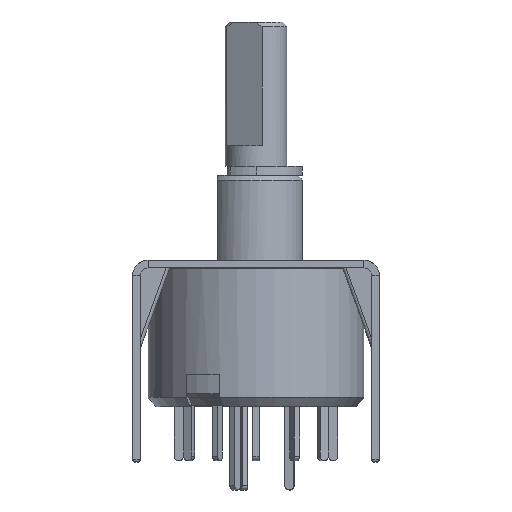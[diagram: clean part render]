
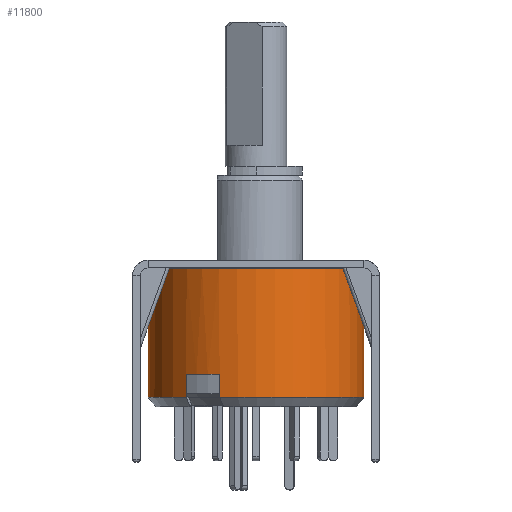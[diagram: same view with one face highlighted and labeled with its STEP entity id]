
A CAD part, front view. The second image highlights one B-rep face of the part: STEP entity #11800.
In plain terms, the highlighted cylindrical face has radius 7 mm (diameter 14 mm), a partial arc.
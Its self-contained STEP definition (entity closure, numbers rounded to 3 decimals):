
#40 = VERTEX_POINT ( 'NONE', #4791 ) ;
#97 = CARTESIAN_POINT ( 'NONE',  ( -4.526, -5.34, 9. ) ) ;
#112 = ORIENTED_EDGE ( 'NONE', *, *, #12933, .F. ) ;
#327 = CARTESIAN_POINT ( 'NONE',  ( -2.361, -6.59, 9. ) ) ;
#828 = CARTESIAN_POINT ( 'NONE',  ( -7., 0., -7.4 ) ) ;
#910 = ORIENTED_EDGE ( 'NONE', *, *, #1221, .T. ) ;
#944 = EDGE_CURVE ( 'NONE', #5828, #7462, #14263, .T. ) ;
#1100 = ORIENTED_EDGE ( 'NONE', *, *, #6173, .T. ) ;
#1221 = EDGE_CURVE ( 'NONE', #7462, #13748, #7200, .T. ) ;
#1315 = VERTEX_POINT ( 'NONE', #9541 ) ;
#1456 = DIRECTION ( 'NONE',  ( 1., 0., 0. ) ) ;
#1691 = DIRECTION ( 'NONE',  ( -1., 0., 0. ) ) ;
#2508 = LINE ( 'NONE', #5767, #2692 ) ;
#2692 = VECTOR ( 'NONE', #9268, 1000. ) ;
#2922 = EDGE_CURVE ( 'NONE', #40, #8699, #9630, .T. ) ;
#2935 = CYLINDRICAL_SURFACE ( 'NONE', #5973, 7. ) ;
#3159 = EDGE_CURVE ( 'NONE', #3959, #8699, #2508, .T. ) ;
#3334 = CIRCLE ( 'NONE', #11112, 7. ) ;
#3386 = AXIS2_PLACEMENT_3D ( 'NONE', #8740, #4099, #4242 ) ;
#3762 = CARTESIAN_POINT ( 'NONE',  ( 0., 0., -7.4 ) ) ;
#3959 = VERTEX_POINT ( 'NONE', #7177 ) ;
#3984 = CARTESIAN_POINT ( 'NONE',  ( -2.361, -6.59, -7.4 ) ) ;
#4099 = DIRECTION ( 'NONE',  ( 0., 0., -1. ) ) ;
#4242 = DIRECTION ( 'NONE',  ( -1., 0., 0. ) ) ;
#4381 = DIRECTION ( 'NONE',  ( 0., 0., -1. ) ) ;
#4791 = CARTESIAN_POINT ( 'NONE',  ( -4.526, -5.34, -7.4 ) ) ;
#4905 = DIRECTION ( 'NONE',  ( 0., 0., 1. ) ) ;
#5262 = ORIENTED_EDGE ( 'NONE', *, *, #9797, .T. ) ;
#5633 = DIRECTION ( 'NONE',  ( 0., 0., -1. ) ) ;
#5767 = CARTESIAN_POINT ( 'NONE',  ( -7., 0., 9. ) ) ;
#5828 = VERTEX_POINT ( 'NONE', #8011 ) ;
#5964 = ORIENTED_EDGE ( 'NONE', *, *, #2922, .F. ) ;
#5973 = AXIS2_PLACEMENT_3D ( 'NONE', #8821, #7601, #1691 ) ;
#6070 = CARTESIAN_POINT ( 'NONE',  ( 7., 0., -7.4 ) ) ;
#6173 = EDGE_CURVE ( 'NONE', #1315, #3959, #8644, .T. ) ;
#6423 = EDGE_CURVE ( 'NONE', #14750, #13748, #3334, .T. ) ;
#6485 = CARTESIAN_POINT ( 'NONE',  ( -2.361, -6.59, -5.9 ) ) ;
#6589 = CARTESIAN_POINT ( 'NONE',  ( 0., 0., -7.4 ) ) ;
#7177 = CARTESIAN_POINT ( 'NONE',  ( -7., 0., 0.95 ) ) ;
#7200 = LINE ( 'NONE', #327, #8667 ) ;
#7462 = VERTEX_POINT ( 'NONE', #6485 ) ;
#7601 = DIRECTION ( 'NONE',  ( 0., 0., -1. ) ) ;
#8011 = CARTESIAN_POINT ( 'NONE',  ( -4.526, -5.34, -5.9 ) ) ;
#8015 = VECTOR ( 'NONE', #12142, 1000. ) ;
#8021 = VECTOR ( 'NONE', #4905, 1000. ) ;
#8382 = CARTESIAN_POINT ( 'NONE',  ( 7., 0., 9. ) ) ;
#8453 = DIRECTION ( 'NONE',  ( 0., 0., -1. ) ) ;
#8510 = ORIENTED_EDGE ( 'NONE', *, *, #944, .T. ) ;
#8644 = CIRCLE ( 'NONE', #3386, 7. ) ;
#8667 = VECTOR ( 'NONE', #5633, 1000. ) ;
#8699 = VERTEX_POINT ( 'NONE', #828 ) ;
#8740 = CARTESIAN_POINT ( 'NONE',  ( 0., 0., 0.95 ) ) ;
#8821 = CARTESIAN_POINT ( 'NONE',  ( 0., 0., 9. ) ) ;
#9111 = LINE ( 'NONE', #97, #8021 ) ;
#9268 = DIRECTION ( 'NONE',  ( 0., 0., -1. ) ) ;
#9541 = CARTESIAN_POINT ( 'NONE',  ( 7., 0., 0.95 ) ) ;
#9630 = CIRCLE ( 'NONE', #14661, 7. ) ;
#9797 = EDGE_CURVE ( 'NONE', #40, #5828, #9111, .T. ) ;
#11112 = AXIS2_PLACEMENT_3D ( 'NONE', #3762, #8453, #1456 ) ;
#11405 = ORIENTED_EDGE ( 'NONE', *, *, #6423, .F. ) ;
#11490 = FACE_OUTER_BOUND ( 'NONE', #12714, .T. ) ;
#11547 = DIRECTION ( 'NONE',  ( 0., 0., 1. ) ) ;
#11641 = DIRECTION ( 'NONE',  ( -1., 0., 0. ) ) ;
#11800 = ADVANCED_FACE ( 'NONE', ( #11490 ), #2935, .T. ) ;
#12142 = DIRECTION ( 'NONE',  ( 0., 0., -1. ) ) ;
#12263 = ORIENTED_EDGE ( 'NONE', *, *, #3159, .T. ) ;
#12714 = EDGE_LOOP ( 'NONE', ( #112, #1100, #12263, #5964, #5262, #8510, #910, #11405 ) ) ;
#12933 = EDGE_CURVE ( 'NONE', #1315, #14750, #14010, .T. ) ;
#13571 = AXIS2_PLACEMENT_3D ( 'NONE', #15083, #11547, #11641 ) ;
#13637 = DIRECTION ( 'NONE',  ( 1., 0., 0. ) ) ;
#13748 = VERTEX_POINT ( 'NONE', #3984 ) ;
#14010 = LINE ( 'NONE', #8382, #8015 ) ;
#14263 = CIRCLE ( 'NONE', #13571, 7. ) ;
#14661 = AXIS2_PLACEMENT_3D ( 'NONE', #6589, #4381, #13637 ) ;
#14750 = VERTEX_POINT ( 'NONE', #6070 ) ;
#15083 = CARTESIAN_POINT ( 'NONE',  ( 0., 0., -5.9 ) ) ;
